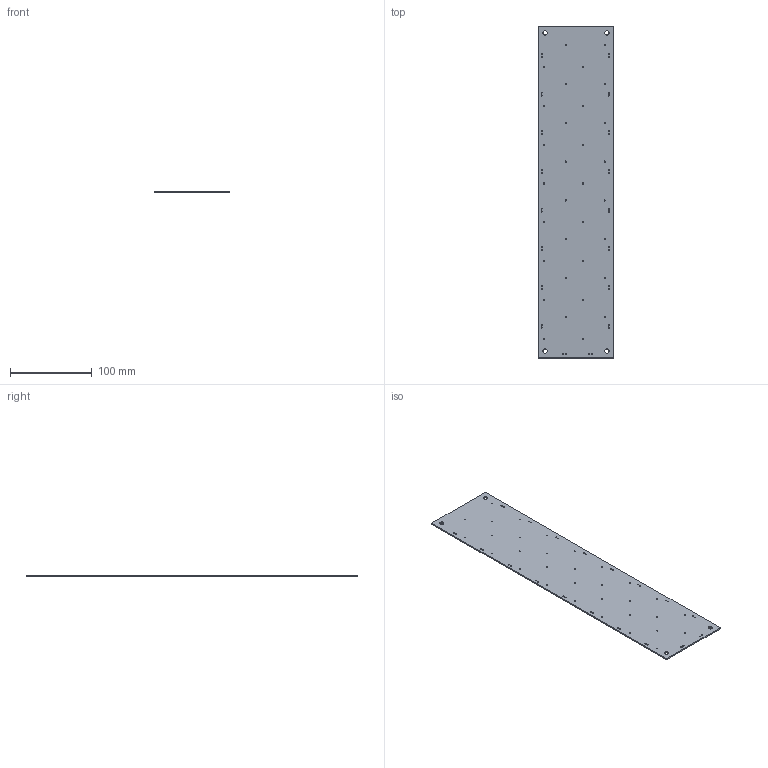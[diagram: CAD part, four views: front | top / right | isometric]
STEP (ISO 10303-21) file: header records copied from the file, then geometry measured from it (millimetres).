
FILE_DESCRIPTION(('KiCad electronic assembly'),'2;1');
FILE_NAME('Sensor_Board_2x8.step','2022-11-21T23:08:30',('Pcbnew'),( 'Kicad'),'Open CASCADE STEP processor 7.6','KiCad to STEP converter' ,'Unknown');
FILE_SCHEMA(('AUTOMOTIVE_DESIGN { 1 0 10303 214 1 1 1 1 }'));
Length unit declared in the file: millimetre
Products named in the file (2): Sensor_Board_2x8 1; Sensor_Board_2x8 PCB
Assembly tree (1 placements, depth 2):
  Sensor_Board_2x8 1
    Sensor_Board_2x8 PCB
Bounding box: 92.72 x 406.4 x 1.6 mm (x, y, z)
Volume: 59981.6 mm3; surface area: 77159.2 mm2
Topology: 1 solids, 1 shells, 78 faces, 228 edges, 152 vertices
Faces by surface type: cylinder 72, plane 6
Full cylindrical faces by diameter (mm): 1.4 x68, 5.3 x4
Entity records: 5975 total; most frequent: DIRECTION 988, CARTESIAN_POINT 916, ORIENTED_EDGE 456, PCURVE 456, DEFINITIONAL_REPRESENTATION 456, LINE 396, VECTOR 396, CIRCLE 288
